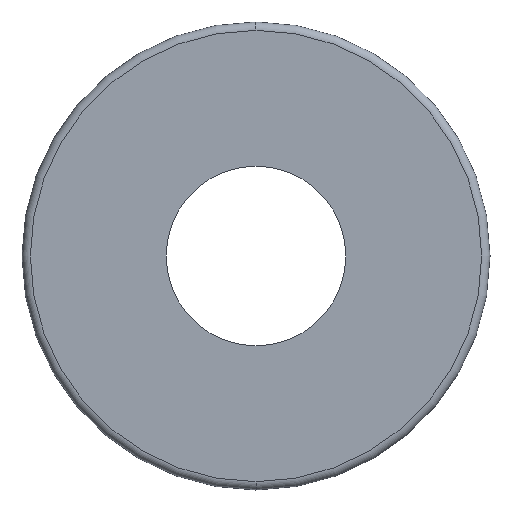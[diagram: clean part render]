
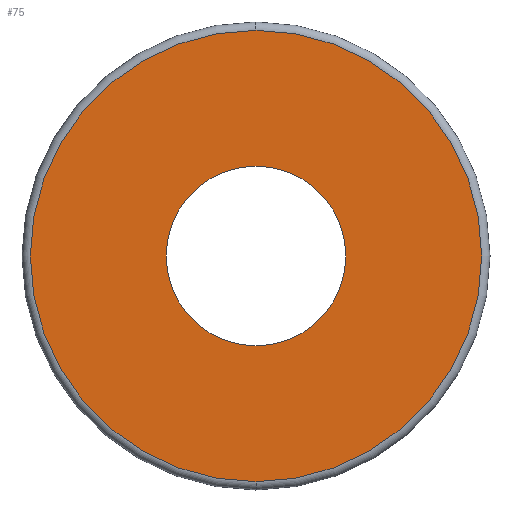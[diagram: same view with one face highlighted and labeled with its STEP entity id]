
A CAD part, left-side view. The second image highlights one B-rep face of the part: STEP entity #75.
In plain terms, the highlighted planar face has unit normal (-1, 0, 0).
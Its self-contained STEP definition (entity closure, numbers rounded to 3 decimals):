
#11 = CIRCLE ( 'NONE', #126, 2.7 ) ;
#12 = CARTESIAN_POINT ( 'NONE',  ( 0., 0., -2.7 ) ) ;
#14 = VERTEX_POINT ( 'NONE', #105 ) ;
#26 = VERTEX_POINT ( 'NONE', #232 ) ;
#28 = DIRECTION ( 'NONE',  ( -1., 0., 0. ) ) ;
#29 = ORIENTED_EDGE ( 'NONE', *, *, #155, .T. ) ;
#36 = VERTEX_POINT ( 'NONE', #12 ) ;
#45 = DIRECTION ( 'NONE',  ( 0., 0., -1. ) ) ;
#66 = FACE_OUTER_BOUND ( 'NONE', #134, .T. ) ;
#74 = CIRCLE ( 'NONE', #291, 2.7 ) ;
#75 = ADVANCED_FACE ( 'NONE', ( #66, #115 ), #146, .F. ) ;
#94 = EDGE_CURVE ( 'NONE', #229, #14, #119, .T. ) ;
#97 = DIRECTION ( 'NONE',  ( -1., 0., 0. ) ) ;
#103 = ORIENTED_EDGE ( 'NONE', *, *, #279, .T. ) ;
#105 = CARTESIAN_POINT ( 'NONE',  ( 0., 0., 1.075 ) ) ;
#106 = AXIS2_PLACEMENT_3D ( 'NONE', #285, #129, #121 ) ;
#107 = ORIENTED_EDGE ( 'NONE', *, *, #94, .T. ) ;
#115 = FACE_BOUND ( 'NONE', #181, .T. ) ;
#116 = DIRECTION ( 'NONE',  ( 1., 0., 0. ) ) ;
#119 = CIRCLE ( 'NONE', #254, 1.075 ) ;
#120 = DIRECTION ( 'NONE',  ( 1., 0., 0. ) ) ;
#121 = DIRECTION ( 'NONE',  ( 0., 0., -1. ) ) ;
#124 = CARTESIAN_POINT ( 'NONE',  ( 0., 0., 0. ) ) ;
#126 = AXIS2_PLACEMENT_3D ( 'NONE', #222, #97, #197 ) ;
#129 = DIRECTION ( 'NONE',  ( 1., 0., 0. ) ) ;
#134 = EDGE_LOOP ( 'NONE', ( #103, #163 ) ) ;
#146 = PLANE ( 'NONE',  #242 ) ;
#155 = EDGE_CURVE ( 'NONE', #14, #229, #206, .T. ) ;
#163 = ORIENTED_EDGE ( 'NONE', *, *, #225, .T. ) ;
#170 = CARTESIAN_POINT ( 'NONE',  ( 0., 0., 0. ) ) ;
#181 = EDGE_LOOP ( 'NONE', ( #29, #107 ) ) ;
#197 = DIRECTION ( 'NONE',  ( 0., 0., -1. ) ) ;
#206 = CIRCLE ( 'NONE', #106, 1.075 ) ;
#222 = CARTESIAN_POINT ( 'NONE',  ( 0., 0., 0. ) ) ;
#225 = EDGE_CURVE ( 'NONE', #26, #36, #74, .T. ) ;
#229 = VERTEX_POINT ( 'NONE', #317 ) ;
#232 = CARTESIAN_POINT ( 'NONE',  ( 0., 0., 2.7 ) ) ;
#242 = AXIS2_PLACEMENT_3D ( 'NONE', #170, #120, #262 ) ;
#254 = AXIS2_PLACEMENT_3D ( 'NONE', #283, #116, #267 ) ;
#262 = DIRECTION ( 'NONE',  ( 0., 0., -1. ) ) ;
#267 = DIRECTION ( 'NONE',  ( 0., 0., -1. ) ) ;
#279 = EDGE_CURVE ( 'NONE', #36, #26, #11, .T. ) ;
#283 = CARTESIAN_POINT ( 'NONE',  ( 0., 0., 0. ) ) ;
#285 = CARTESIAN_POINT ( 'NONE',  ( 0., 0., 0. ) ) ;
#291 = AXIS2_PLACEMENT_3D ( 'NONE', #124, #28, #45 ) ;
#317 = CARTESIAN_POINT ( 'NONE',  ( 0., 0., -1.075 ) ) ;
